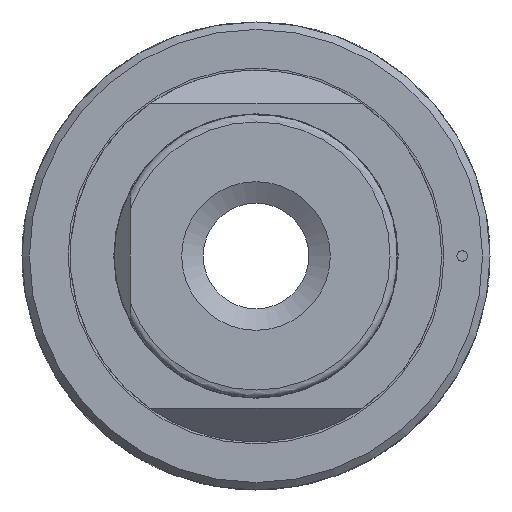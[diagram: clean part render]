
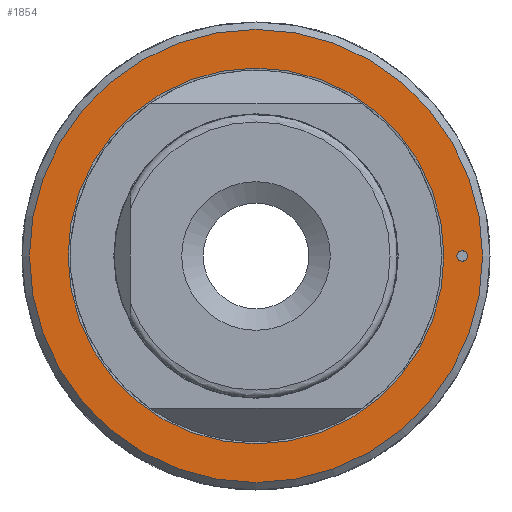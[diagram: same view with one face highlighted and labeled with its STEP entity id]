
A CAD part, left-side view. The second image highlights one B-rep face of the part: STEP entity #1854.
In plain terms, the highlighted planar face has unit normal (-1, 0, 0).
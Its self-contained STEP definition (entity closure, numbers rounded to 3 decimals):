
#246=FACE_BOUND('',#480,.T.);
#247=FACE_BOUND('',#481,.T.);
#279=CIRCLE('',#2072,30.5);
#280=CIRCLE('',#2073,25.3);
#281=CIRCLE('',#2074,0.715);
#364=FACE_OUTER_BOUND('',#479,.T.);
#479=EDGE_LOOP('',(#1365));
#480=EDGE_LOOP('',(#1366));
#481=EDGE_LOOP('',(#1367));
#840=VERTEX_POINT('',#2875);
#841=VERTEX_POINT('',#2877);
#842=VERTEX_POINT('',#2879);
#1032=EDGE_CURVE('',#840,#840,#279,.T.);
#1033=EDGE_CURVE('',#841,#841,#280,.T.);
#1034=EDGE_CURVE('',#842,#842,#281,.T.);
#1365=ORIENTED_EDGE('',*,*,#1032,.T.);
#1366=ORIENTED_EDGE('',*,*,#1033,.T.);
#1367=ORIENTED_EDGE('',*,*,#1034,.T.);
#1791=PLANE('',#2071);
#1854=ADVANCED_FACE('',(#364,#246,#247),#1791,.F.);
#2071=AXIS2_PLACEMENT_3D('',#2874,#2360,#2361);
#2072=AXIS2_PLACEMENT_3D('',#2876,#2362,#2363);
#2073=AXIS2_PLACEMENT_3D('',#2878,#2364,#2365);
#2074=AXIS2_PLACEMENT_3D('',#2880,#2366,#2367);
#2360=DIRECTION('center_axis',(1.,0.,0.));
#2361=DIRECTION('ref_axis',(0.,0.,-1.));
#2362=DIRECTION('center_axis',(-1.,0.,0.));
#2363=DIRECTION('ref_axis',(0.,0.,1.));
#2364=DIRECTION('center_axis',(1.,0.,0.));
#2365=DIRECTION('ref_axis',(0.,-1.,0.));
#2366=DIRECTION('center_axis',(1.,0.,0.));
#2367=DIRECTION('ref_axis',(0.,1.,0.));
#2874=CARTESIAN_POINT('Origin',(-12.75,0.,0.));
#2875=CARTESIAN_POINT('',(-12.75,0.,30.5));
#2876=CARTESIAN_POINT('Origin',(-12.75,0.,0.));
#2877=CARTESIAN_POINT('',(-12.75,-25.3,0.149));
#2878=CARTESIAN_POINT('Origin',(-12.75,0.,0.));
#2879=CARTESIAN_POINT('',(-12.75,-28.465,0.));
#2880=CARTESIAN_POINT('Origin',(-12.75,-27.75,0.));
